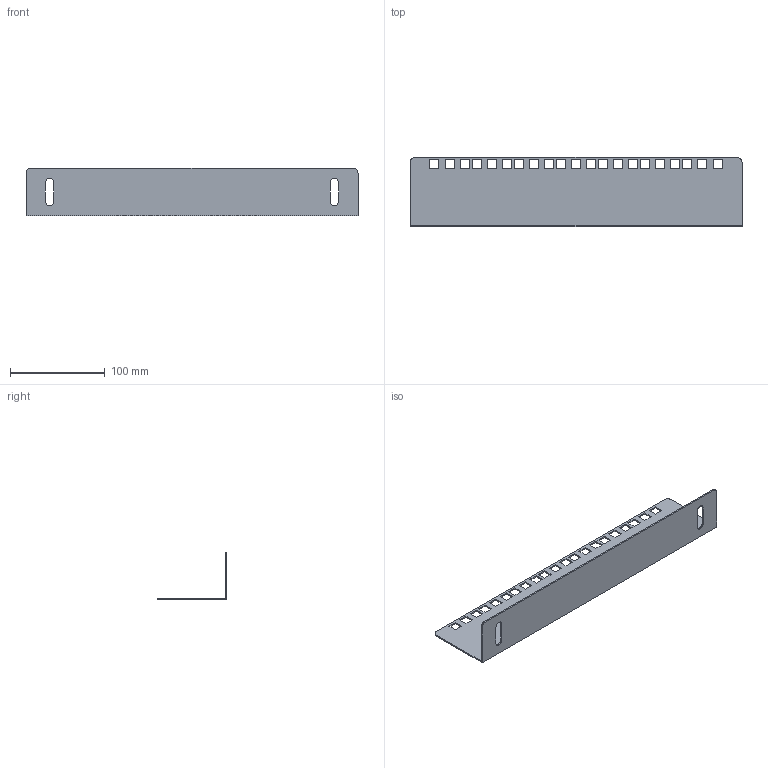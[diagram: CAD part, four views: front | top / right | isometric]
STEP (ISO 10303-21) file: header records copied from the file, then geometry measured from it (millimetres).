
FILE_DESCRIPTION (( 'STEP AP203' ), '1' );
FILE_NAME ('TI-00D-STV-040 TITAN Ñòîéêà âåðò. 19'''' 7U 400 (2øò. êîìïë) IEK.STEP', '2024-09-11T07:35:41', ( '' ), ( '' ), 'SwSTEP 2.0', 'SolidWorks 2022', '' );
FILE_SCHEMA (( 'CONFIG_CONTROL_DESIGN' ));
Length unit declared in the file: millimetre
Products named in the file (1): TI-00D-STV-040 TITAN Стойка верт. 19'''' 7U 400 (2шт. компл) IEK
Bounding box: 350 x 73 x 50 mm (x, y, z)
Volume: 60181.6 mm3; surface area: 83045.6 mm2
Topology: 1 solids, 1 shells, 104 faces, 306 edges, 204 vertices
Faces by surface type: plane 96, cylinder 8
Entity records: 3575 total; most frequent: CARTESIAN_POINT 615, ORIENTED_EDGE 612, DIRECTION 532, EDGE_CURVE 306, VECTOR 290, LINE 290, VERTEX_POINT 204, EDGE_LOOP 150
